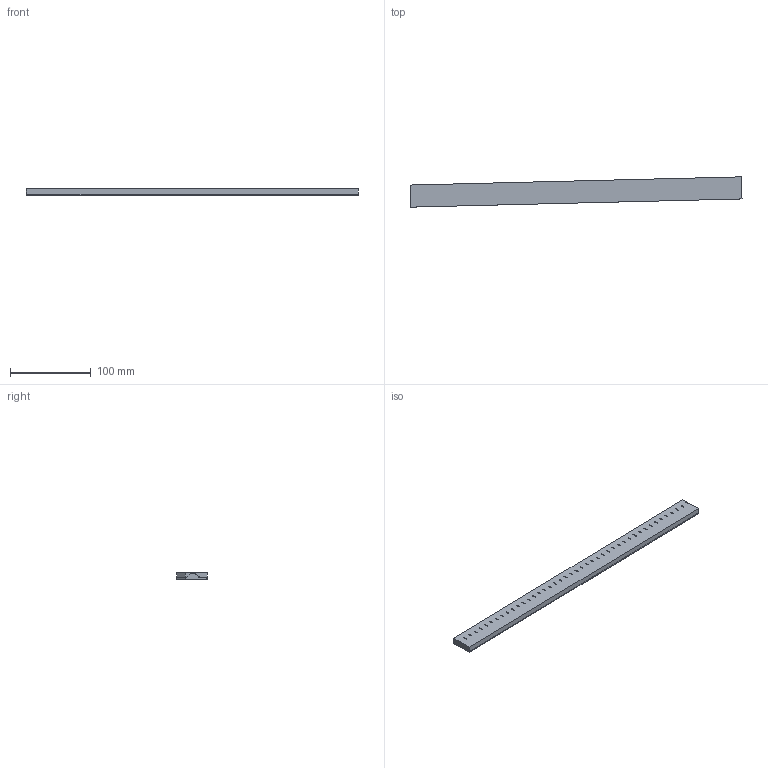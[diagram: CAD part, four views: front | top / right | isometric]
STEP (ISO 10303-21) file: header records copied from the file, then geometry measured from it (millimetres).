
FILE_DESCRIPTION(/* description */ ('Unknown'),/* implementation_level */ '2;1');
FILE_NAME(/* name */ '3851120_maxSized',/* time_stamp */ '2019-12-05T10:33:14+08:00',/* author */ ('Unknown'),/* organization */ ('Unknown'),/* preprocessor_version */ 'ST-DEVELOPER v16.7',/* originating_system */ 'DEX',/* authorisation */ $);
FILE_SCHEMA (('AUTOMOTIVE_DESIGN {1 0 10303 214 3 1 1}'));
Length unit declared in the file: millimetre
Products named in the file (3): 3851120_maxSized; maxSized; 3851120_409,79mm
Assembly tree (2 placements, depth 2):
  3851120_maxSized
    maxSized
    3851120_409,79mm
Bounding box: 411.14 x 37.53 x 7.7 mm (x, y, z)
Volume: 88000.6 mm3; surface area: 53619.7 mm2
Topology: 2 solids, 2 shells, 747 faces, 3175 edges, 2432 vertices
Faces by surface type: cylinder 433, plane 314
Full cylindrical faces by diameter (mm): 3.6 x43
Entity records: 35440 total; most frequent: CARTESIAN_POINT 11818, ORIENTED_EDGE 6264, DIRECTION 3176, EDGE_CURVE 3132, VERTEX_POINT 2432, B_SPLINE_CURVE_WITH_KNOTS 1720, LINE 1148, VECTOR 1148
